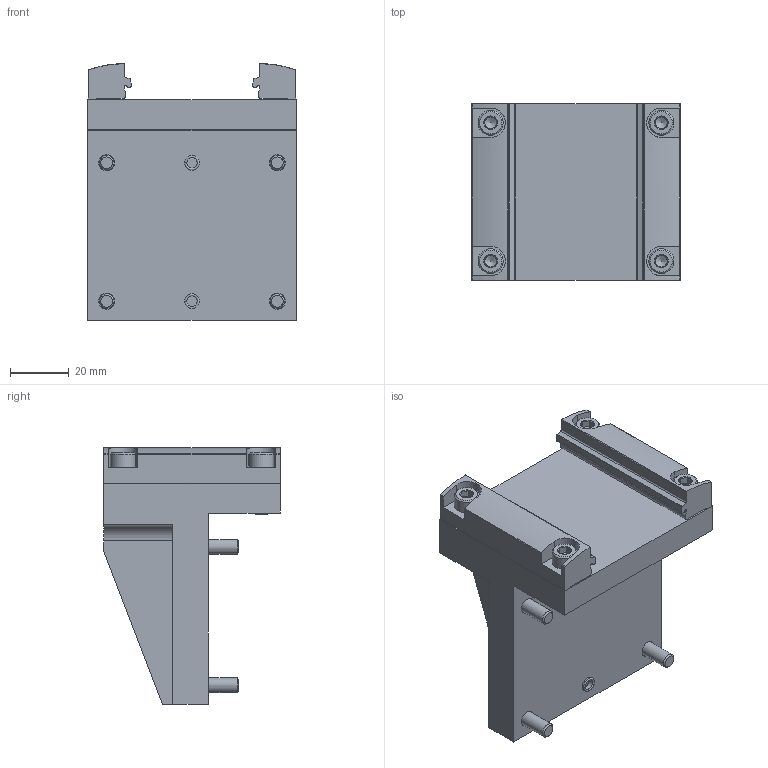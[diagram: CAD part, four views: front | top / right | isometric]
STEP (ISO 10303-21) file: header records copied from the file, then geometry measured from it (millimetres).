
FILE_DESCRIPTION(/* description */ ('STEP AP214'),/* implementation_level */ '2;1');
FILE_NAME(/* name */ '8066719_EHAA-D-L2-60-L2-45-AP',/* time_stamp */ '2024-08-21T04:58:15+02:00',/* author */ ('License CC BY-ND 4.0'),/* organization */ ('CADENAS'),/* preprocessor_version */ 'ST-DEVELOPER v19.3',/* originating_system */ 'PARTsolutions',/* authorisation */ ' ');
FILE_SCHEMA (('AUTOMOTIVE_DESIGN {1 0 10303 214 3 1 1}'));
Length unit declared in the file: millimetre
Products named in the file (5): 8066719 EHAA-D-L2-60-L2-45-AP; 5343463 EHAA-D2-L2-60-L2-45-AP---(p); DIN-912 - M5x16(F); 4633288 EAHF-L2-45-P-D3---(c); 8146543 ZBH-5-B
Assembly tree (13 placements, depth 2):
  8066719 EHAA-D-L2-60-L2-45-AP
    5343463 EHAA-D2-L2-60-L2-45-AP---(p)
    DIN-912 - M5x16(F)  x8
    4633288 EAHF-L2-45-P-D3---(c)  x2
    8146543 ZBH-5-B  x2
Bounding box: 71 x 60 x 87.2 mm (x, y, z)
Volume: 160025.6 mm3; surface area: 36277 mm2
Topology: 13 solids, 13 shells, 364 faces, 811 edges, 481 vertices
Faces by surface type: plane 187, cone 92, cylinder 81, torus 4
Full cylindrical faces by diameter (mm): 4.134 x4, 5 x10, 5.5 x4, 8.5 x8, 10 x4
Entity records: 3668 total; most frequent: CARTESIAN_POINT 653, DIRECTION 629, ORIENTED_EDGE 538, EDGE_CURVE 269, AXIS2_PLACEMENT_3D 243, VERTEX_POINT 187, FACE_BOUND 168, EDGE_LOOP 167
